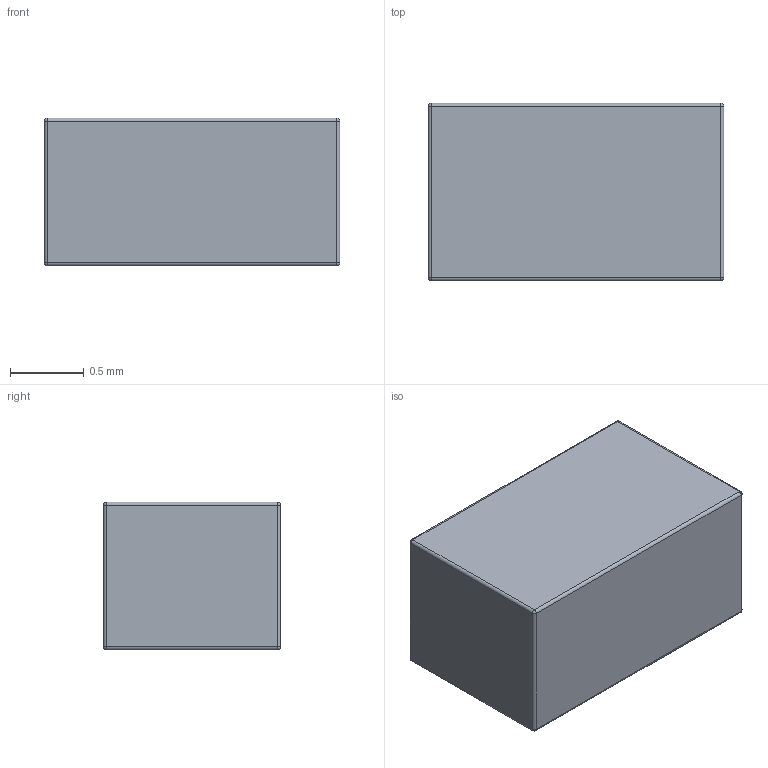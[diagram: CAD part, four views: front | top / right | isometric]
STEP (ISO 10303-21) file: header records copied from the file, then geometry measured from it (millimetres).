
FILE_DESCRIPTION(/* description */ ('Unknown'),/* implementation_level */ '2;1');
FILE_NAME(/* name */ 'L_Wurth_WE-PMI_0805_H1',/* time_stamp */ '2022-03-08T13:34:23+08:00',/* author */ ('Unknown'),/* organization */ ('Unknown'),/* preprocessor_version */ 'ST-DEVELOPER v16.7',/* originating_system */ 'Solid Edge',/* authorisation */ 'Unknown');
FILE_SCHEMA (('AUTOMOTIVE_DESIGN {1 0 10303 214 3 1 1}'));
Length unit declared in the file: millimetre
Products named in the file (2): L_Wurth_WE-PMI_0805_H1
Assembly tree (1 placements, depth 2):
  L_Wurth_WE-PMI_0805_H1
    L_Wurth_WE-PMI_0805_H1
Bounding box: 2 x 1.2 x 1 mm (x, y, z)
Volume: 2.4 mm3; surface area: 11.1 mm2
Topology: 1 solids, 1 shells, 26 faces, 56 edges, 24 vertices
Faces by surface type: cylinder 12, sphere 8, plane 6
Entity records: 849 total; most frequent: DIRECTION 128, CARTESIAN_POINT 100, ORIENTED_EDGE 96, AXIS2_PLACEMENT_3D 52, EDGE_CURVE 48, EDGE_LOOP 26, FACE_BOUND 26, STYLED_ITEM 26
